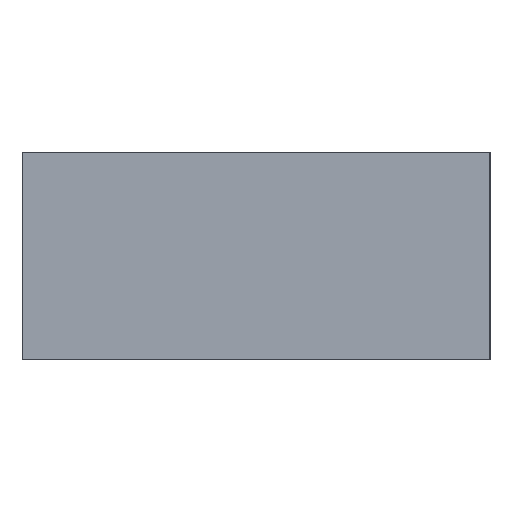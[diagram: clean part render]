
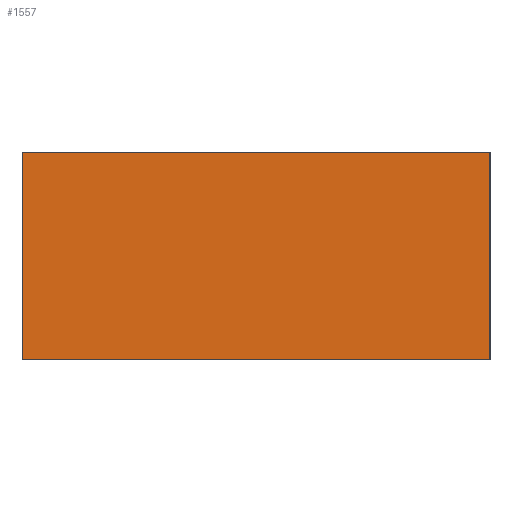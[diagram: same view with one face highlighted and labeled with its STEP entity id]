
A CAD part, left-side view. The second image highlights one B-rep face of the part: STEP entity #1557.
In plain terms, the highlighted planar face has unit normal (-1, 0, 0).
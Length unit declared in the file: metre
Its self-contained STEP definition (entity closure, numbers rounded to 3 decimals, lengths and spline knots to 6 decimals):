
#317=ORIENTED_EDGE('',*,*,#621,.T.);
#318=ORIENTED_EDGE('',*,*,#575,.T.);
#319=ORIENTED_EDGE('',*,*,#629,.F.);
#320=ORIENTED_EDGE('',*,*,#631,.F.);
#575=EDGE_CURVE('',#758,#757,#935,.T.);
#621=EDGE_CURVE('',#794,#758,#979,.T.);
#629=EDGE_CURVE('',#799,#757,#985,.T.);
#631=EDGE_CURVE('',#794,#799,#987,.T.);
#757=VERTEX_POINT('',#2380);
#758=VERTEX_POINT('',#2382);
#794=VERTEX_POINT('',#2469);
#799=VERTEX_POINT('',#2484);
#935=LINE('',#2381,#1135);
#979=LINE('',#2468,#1179);
#985=LINE('',#2483,#1185);
#987=LINE('',#2487,#1187);
#1135=VECTOR('',#1943,1.);
#1179=VECTOR('',#2001,1.);
#1185=VECTOR('',#2015,1.);
#1187=VECTOR('',#2019,1.);
#1283=EDGE_LOOP('',(#317,#318,#319,#320));
#1385=FACE_BOUND('',#1283,.T.);
#1479=PLANE('',#1698);
#1557=ADVANCED_FACE('',(#1385),#1479,.F.);
#1698=AXIS2_PLACEMENT_3D('',#2486,#2017,#2018);
#1943=DIRECTION('',(0.,1.,0.));
#2001=DIRECTION('',(0.,0.,1.));
#2015=DIRECTION('',(0.,0.,1.));
#2017=DIRECTION('',(1.,0.,0.));
#2018=DIRECTION('',(0.,0.,-1.));
#2019=DIRECTION('',(0.,1.,0.));
#2380=CARTESIAN_POINT('',(-0.079134,0.021036,0.021));
#2381=CARTESIAN_POINT('',(-0.079134,-0.004964,0.021));
#2382=CARTESIAN_POINT('',(-0.079134,-0.030964,0.021));
#2468=CARTESIAN_POINT('',(-0.079134,-0.030964,-0.002));
#2469=CARTESIAN_POINT('',(-0.079134,-0.030964,-0.002));
#2483=CARTESIAN_POINT('',(-0.079134,0.021036,-0.002));
#2484=CARTESIAN_POINT('',(-0.079134,0.021036,-0.002));
#2486=CARTESIAN_POINT('',(-0.079134,-0.004964,-0.002));
#2487=CARTESIAN_POINT('',(-0.079134,-0.004964,-0.002));
